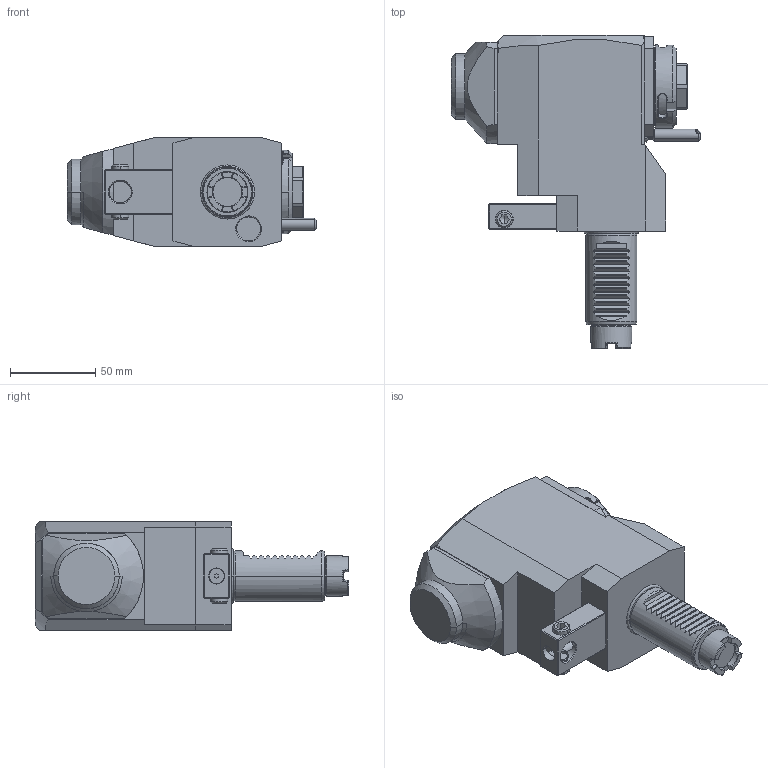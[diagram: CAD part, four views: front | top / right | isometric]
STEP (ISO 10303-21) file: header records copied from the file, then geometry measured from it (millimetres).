
FILE_DESCRIPTION((''),'2;1');
FILE_NAME('NGT1_30_455_25_3_2_85TJB','2024-03-27T',('vali'),('NOVA GRUP'),'PRO/ENGINEER BY PARAMETRIC TECHNOLOGY CORPORATION, 2010280','PRO/ENGINEER BY PARAMETRIC TECHNOLOGY CORPORATION, 2010280','');
FILE_SCHEMA(('CONFIG_CONTROL_DESIGN'));
Length unit declared in the file: millimetre
Products named in the file (1): NGT1_30_455_25_3_2_85TJB
Bounding box: 146.38 x 184 x 64 mm (x, y, z)
Volume: 734595 mm3; surface area: 63910.9 mm2
Topology: 1 solids, 1 shells, 389 faces, 1037 edges, 666 vertices
Faces by surface type: plane 213, cone 74, cylinder 72, bspline 22, torus 6, sphere 2
Entity records: 15413 total; most frequent: CARTESIAN_POINT 6147, ORIENTED_EDGE 2066, DIRECTION 1704, EDGE_CURVE 1033, VERTEX_POINT 666, AXIS2_PLACEMENT_3D 590, VECTOR 524, LINE 524
